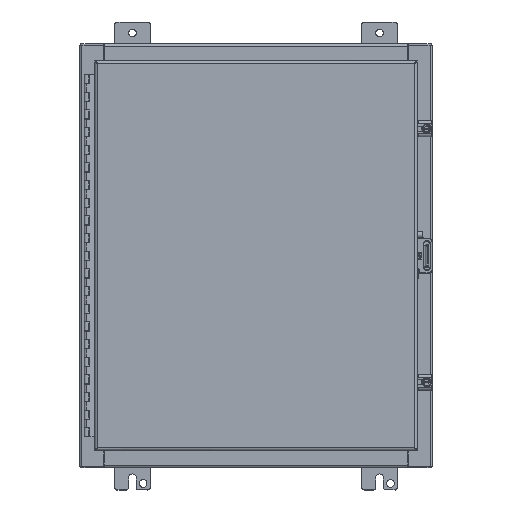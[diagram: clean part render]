
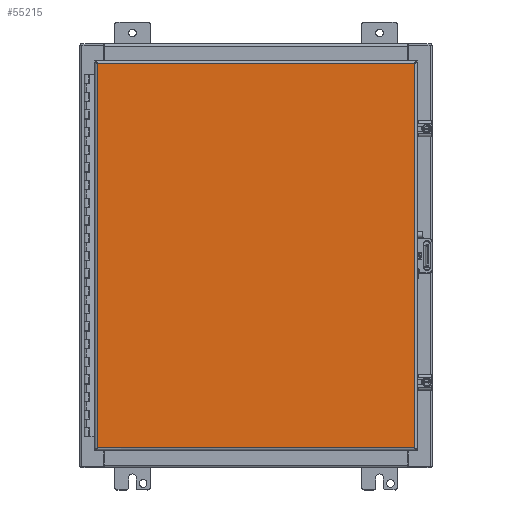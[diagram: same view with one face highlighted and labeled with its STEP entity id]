
A CAD part, top view. The second image highlights one B-rep face of the part: STEP entity #55215.
In plain terms, the highlighted planar face has unit normal (0, 0, -1).
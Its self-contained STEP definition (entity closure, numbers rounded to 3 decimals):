
#3936 = VECTOR ( 'NONE', #167203, 39.37 ) ;
#9909 = VERTEX_POINT ( 'NONE', #99290 ) ;
#10888 = EDGE_CURVE ( 'NONE', #155179, #9909, #60664, .T. ) ;
#19483 = CARTESIAN_POINT ( 'NONE',  ( -8.98, -10.886, 6.073 ) ) ;
#29660 = VERTEX_POINT ( 'NONE', #53911 ) ;
#36806 = VECTOR ( 'NONE', #59001, 39.37 ) ;
#45525 = CARTESIAN_POINT ( 'NONE',  ( 9.125, -10.886, 6.073 ) ) ;
#46049 = EDGE_LOOP ( 'NONE', ( #164825, #165452, #57004, #96506 ) ) ;
#53911 = CARTESIAN_POINT ( 'NONE',  ( 8.98, -10.886, 6.073 ) ) ;
#55215 = ADVANCED_FACE ( 'NONE', ( #88523 ), #77217, .F. ) ;
#57004 = ORIENTED_EDGE ( 'NONE', *, *, #144126, .T. ) ;
#59001 = DIRECTION ( 'NONE',  ( 0., 1., 0. ) ) ;
#60664 = LINE ( 'NONE', #154272, #36806 ) ;
#70175 = EDGE_CURVE ( 'NONE', #9909, #104663, #129033, .T. ) ;
#73629 = CARTESIAN_POINT ( 'NONE',  ( 8.98, 10.886, 6.073 ) ) ;
#77217 = PLANE ( 'NONE',  #144719 ) ;
#88523 = FACE_OUTER_BOUND ( 'NONE', #46049, .T. ) ;
#96506 = ORIENTED_EDGE ( 'NONE', *, *, #155267, .T. ) ;
#99290 = CARTESIAN_POINT ( 'NONE',  ( -8.98, 10.886, 6.073 ) ) ;
#100718 = DIRECTION ( 'NONE',  ( -1., 0., 0. ) ) ;
#100940 = LINE ( 'NONE', #45525, #154536 ) ;
#101327 = CARTESIAN_POINT ( 'NONE',  ( 9.125, 10.886, 6.073 ) ) ;
#104663 = VERTEX_POINT ( 'NONE', #73629 ) ;
#114485 = LINE ( 'NONE', #128344, #127714 ) ;
#116247 = DIRECTION ( 'NONE',  ( 0., 0., 1. ) ) ;
#126925 = DIRECTION ( 'NONE',  ( -1., 0., 0. ) ) ;
#127714 = VECTOR ( 'NONE', #141326, 39.37 ) ;
#128344 = CARTESIAN_POINT ( 'NONE',  ( 8.98, -11.031, 6.073 ) ) ;
#129033 = LINE ( 'NONE', #101327, #3936 ) ;
#129260 = CARTESIAN_POINT ( 'NONE',  ( 9.125, -11.031, 6.073 ) ) ;
#141326 = DIRECTION ( 'NONE',  ( 0., -1., 0. ) ) ;
#144126 = EDGE_CURVE ( 'NONE', #104663, #29660, #114485, .T. ) ;
#144719 = AXIS2_PLACEMENT_3D ( 'NONE', #129260, #116247, #100718 ) ;
#154272 = CARTESIAN_POINT ( 'NONE',  ( -8.98, -11.031, 6.073 ) ) ;
#154536 = VECTOR ( 'NONE', #126925, 39.37 ) ;
#155179 = VERTEX_POINT ( 'NONE', #19483 ) ;
#155267 = EDGE_CURVE ( 'NONE', #29660, #155179, #100940, .T. ) ;
#164825 = ORIENTED_EDGE ( 'NONE', *, *, #10888, .T. ) ;
#165452 = ORIENTED_EDGE ( 'NONE', *, *, #70175, .T. ) ;
#167203 = DIRECTION ( 'NONE',  ( 1., 0., 0. ) ) ;
